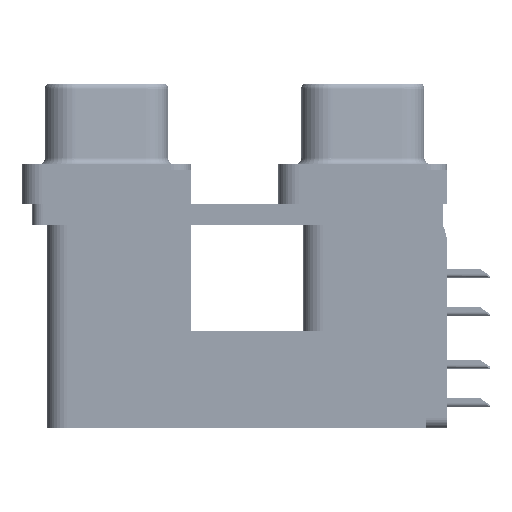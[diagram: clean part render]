
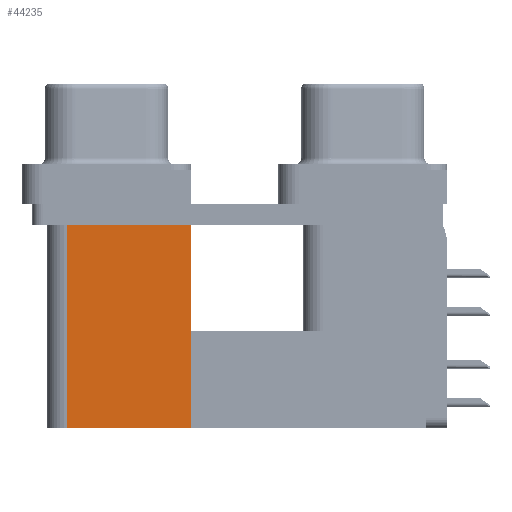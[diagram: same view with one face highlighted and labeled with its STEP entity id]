
A CAD part, left-side view. The second image highlights one B-rep face of the part: STEP entity #44235.
In plain terms, the highlighted planar face has unit normal (-1, 0, 0).
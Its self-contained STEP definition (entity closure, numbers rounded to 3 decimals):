
#1117 = VECTOR ( 'NONE', #30814, 1000. ) ;
#2025 = DIRECTION ( 'NONE',  ( 0., 1., 0. ) ) ;
#2032 = ORIENTED_EDGE ( 'NONE', *, *, #19058, .T. ) ;
#3250 = EDGE_CURVE ( 'NONE', #19508, #13379, #18230, .T. ) ;
#3758 = DIRECTION ( 'NONE',  ( 0., 0., -1. ) ) ;
#3850 = EDGE_CURVE ( 'NONE', #7321, #45834, #46680, .T. ) ;
#7102 = CARTESIAN_POINT ( 'NONE',  ( 3.79, 12.775, -19.2 ) ) ;
#7227 = AXIS2_PLACEMENT_3D ( 'NONE', #7102, #22791, #3758 ) ;
#7321 = VERTEX_POINT ( 'NONE', #8156 ) ;
#8156 = CARTESIAN_POINT ( 'NONE',  ( 3.79, 12.775, -2.5 ) ) ;
#10960 = PLANE ( 'NONE',  #7227 ) ;
#13379 = VERTEX_POINT ( 'NONE', #35766 ) ;
#16166 = EDGE_LOOP ( 'NONE', ( #18308, #19637, #30585, #2032 ) ) ;
#17222 = CARTESIAN_POINT ( 'NONE',  ( 3.79, 12.775, -19.2 ) ) ;
#17562 = CARTESIAN_POINT ( 'NONE',  ( 3.79, 12.775, -19.2 ) ) ;
#18230 = LINE ( 'NONE', #17222, #29205 ) ;
#18308 = ORIENTED_EDGE ( 'NONE', *, *, #3850, .T. ) ;
#18547 = VECTOR ( 'NONE', #50794, 1000. ) ;
#19009 = LINE ( 'NONE', #26235, #1117 ) ;
#19058 = EDGE_CURVE ( 'NONE', #19508, #7321, #32994, .T. ) ;
#19508 = VERTEX_POINT ( 'NONE', #25667 ) ;
#19637 = ORIENTED_EDGE ( 'NONE', *, *, #37022, .F. ) ;
#22791 = DIRECTION ( 'NONE',  ( 1., 0., 0. ) ) ;
#25174 = VECTOR ( 'NONE', #25789, 1000. ) ;
#25667 = CARTESIAN_POINT ( 'NONE',  ( 3.79, 12.775, -19.2 ) ) ;
#25789 = DIRECTION ( 'NONE',  ( 0., 0., 1. ) ) ;
#26235 = CARTESIAN_POINT ( 'NONE',  ( 3.79, 21.975, -19.2 ) ) ;
#29075 = CARTESIAN_POINT ( 'NONE',  ( 3.79, 21.975, -2.5 ) ) ;
#29205 = VECTOR ( 'NONE', #2025, 1000. ) ;
#30585 = ORIENTED_EDGE ( 'NONE', *, *, #3250, .F. ) ;
#30814 = DIRECTION ( 'NONE',  ( 0., 0., 1. ) ) ;
#32994 = LINE ( 'NONE', #17562, #25174 ) ;
#35766 = CARTESIAN_POINT ( 'NONE',  ( 3.79, 21.975, -19.2 ) ) ;
#37022 = EDGE_CURVE ( 'NONE', #13379, #45834, #19009, .T. ) ;
#38442 = CARTESIAN_POINT ( 'NONE',  ( 3.79, 12.775, -2.5 ) ) ;
#44235 = ADVANCED_FACE ( 'NONE', ( #50329 ), #10960, .F. ) ;
#45834 = VERTEX_POINT ( 'NONE', #29075 ) ;
#46680 = LINE ( 'NONE', #38442, #18547 ) ;
#50329 = FACE_OUTER_BOUND ( 'NONE', #16166, .T. ) ;
#50794 = DIRECTION ( 'NONE',  ( 0., 1., 0. ) ) ;
